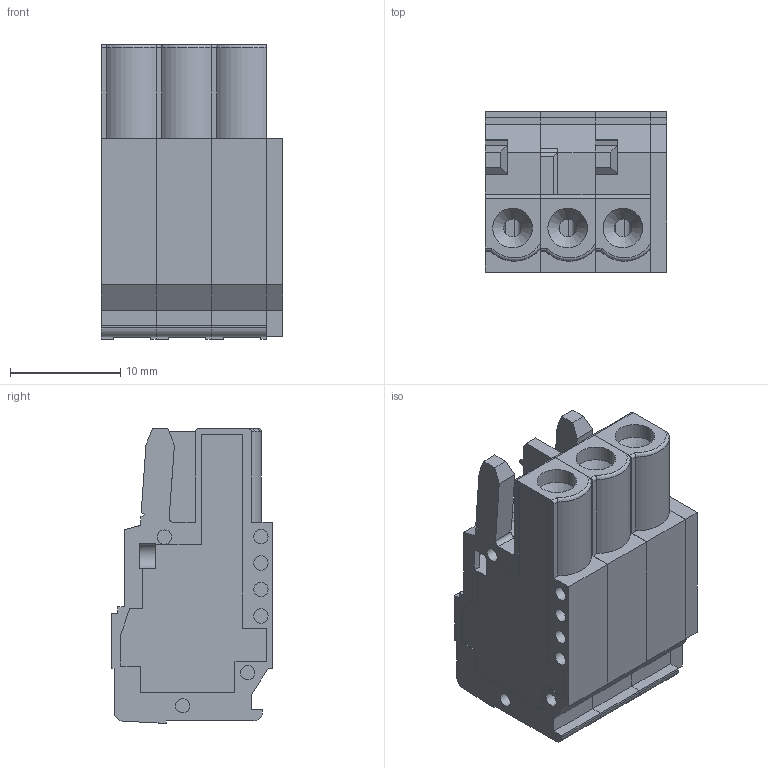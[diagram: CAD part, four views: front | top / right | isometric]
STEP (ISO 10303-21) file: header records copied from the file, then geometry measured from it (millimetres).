
FILE_DESCRIPTION( ( 'Unknown' ), '1' );
FILE_NAME( '691369700003B.stp', 'Unknown', ( 'Unknown' ), ( 'Unknown' ), 'PSStep 18.0.17', 'Unknown', ' ' );
FILE_SCHEMA( ( 'AUTOMOTIVE_DESIGN { 1 0 10303 214 1 1 1 1 }' ) );
Length unit declared in the file: millimetre
Products named in the file (8): Sous ensemble_6913697000xxB; 6913697000xxB; 6913697000xxB_PIN; 6913697000xxB_LAME; Sous ensemble_6913697000xxB_CLIP; 6913697000xxB_CLIP; Assem1; 6913697000xxB_CAPOT
Assembly tree (10 placements, depth 3):
  Assem1
    6913697000xxB_CAPOT
    Sous ensemble_6913697000xxB_CLIP  x2
      6913697000xxB_CLIP
      6913697000xxB_PIN
      6913697000xxB_LAME
    Sous ensemble_6913697000xxB
      6913697000xxB
      6913697000xxB_PIN
      6913697000xxB_LAME
Bounding box: 16.5 x 14.6 x 26.75 mm (x, y, z)
Volume: 3093.6 mm3; surface area: 7209.1 mm2
Topology: 10 solids, 10 shells, 1057 faces, 2914 edges, 1904 vertices
Faces by surface type: plane 787, cylinder 248, torus 19, cone 3
Full cylindrical faces by diameter (mm): 0.7 x3, 0.9 x3, 1.3 x49, 1.6 x3, 2.3 x3, 3.6 x3, 4.2 x3
Entity records: 23211 total; most frequent: CARTESIAN_POINT 3252, ORIENTED_EDGE 3106, DIRECTION 3035, EDGE_CURVE 1553, LINE 1267, VECTOR 1267, VERTEX_POINT 1049, AXIS2_PLACEMENT_3D 884
